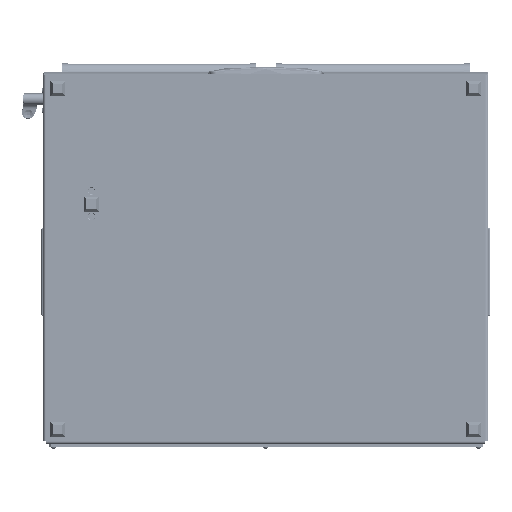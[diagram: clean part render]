
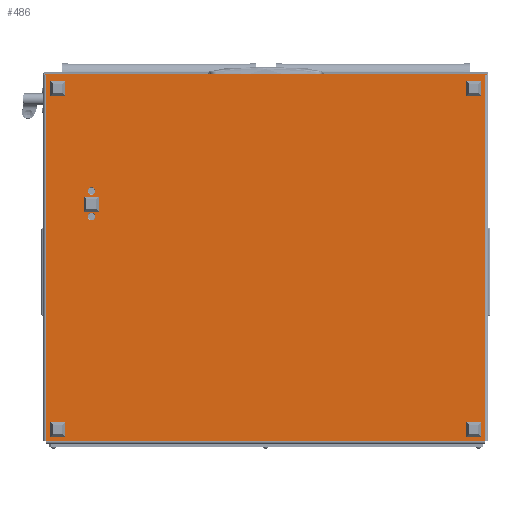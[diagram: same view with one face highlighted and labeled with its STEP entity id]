
A CAD part, front view. The second image highlights one B-rep face of the part: STEP entity #486.
In plain terms, the highlighted face is planar.
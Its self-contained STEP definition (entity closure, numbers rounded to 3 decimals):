
#486 = ADVANCED_FACE ( 'NONE', ( #92278, #7918, #81533 ), #84458, .T. ) ;
#2429 = LINE ( 'NONE', #13448, #80532 ) ;
#3908 = CARTESIAN_POINT ( 'NONE',  ( 0., -4., 0. ) ) ;
#6127 = EDGE_CURVE ( 'NONE', #28947, #93209, #71169, .T. ) ;
#6469 = DIRECTION ( 'NONE',  ( -1., 0., 0. ) ) ;
#7918 = FACE_BOUND ( 'NONE', #93335, .T. ) ;
#9411 = ORIENTED_EDGE ( 'NONE', *, *, #33033, .T. ) ;
#10750 = ORIENTED_EDGE ( 'NONE', *, *, #50953, .T. ) ;
#11218 = VERTEX_POINT ( 'NONE', #52495 ) ;
#13285 = CIRCLE ( 'NONE', #82362, 5.2 ) ;
#13448 = CARTESIAN_POINT ( 'NONE',  ( 0., -4., 0. ) ) ;
#14185 = DIRECTION ( 'NONE',  ( 0., 0., -1. ) ) ;
#17156 = EDGE_CURVE ( 'NONE', #28947, #11218, #33715, .T. ) ;
#18146 = ORIENTED_EDGE ( 'NONE', *, *, #84703, .F. ) ;
#18368 = CARTESIAN_POINT ( 'NONE',  ( 0., 608., 0. ) ) ;
#20523 = LINE ( 'NONE', #119652, #109594 ) ;
#21141 = ORIENTED_EDGE ( 'NONE', *, *, #30895, .F. ) ;
#21709 = DIRECTION ( 'NONE',  ( -1., 0., 0. ) ) ;
#22488 = DIRECTION ( 'NONE',  ( 0., 1., 0. ) ) ;
#23390 = VERTEX_POINT ( 'NONE', #117776 ) ;
#24090 = EDGE_CURVE ( 'NONE', #23390, #71306, #13285, .T. ) ;
#24844 = DIRECTION ( 'NONE',  ( -1., 0., 0. ) ) ;
#25537 = ORIENTED_EDGE ( 'NONE', *, *, #104965, .F. ) ;
#28947 = VERTEX_POINT ( 'NONE', #100463 ) ;
#30895 = EDGE_CURVE ( 'NONE', #38441, #45691, #115609, .T. ) ;
#31526 = DIRECTION ( 'NONE',  ( -1., 0., 0. ) ) ;
#33033 = EDGE_CURVE ( 'NONE', #55126, #89928, #124198, .T. ) ;
#33568 = ORIENTED_EDGE ( 'NONE', *, *, #17156, .F. ) ;
#33715 = LINE ( 'NONE', #3908, #115209 ) ;
#36176 = CARTESIAN_POINT ( 'NONE',  ( -2., 610., 0. ) ) ;
#38176 = CARTESIAN_POINT ( 'NONE',  ( 160., 545., 0. ) ) ;
#38233 = CIRCLE ( 'NONE', #104882, 5.2 ) ;
#38262 = ORIENTED_EDGE ( 'NONE', *, *, #45157, .T. ) ;
#38441 = VERTEX_POINT ( 'NONE', #46238 ) ;
#39164 = CIRCLE ( 'NONE', #100597, 5.2 ) ;
#41180 = EDGE_CURVE ( 'NONE', #45691, #38441, #38233, .T. ) ;
#41204 = VECTOR ( 'NONE', #88061, 1000. ) ;
#41409 = ORIENTED_EDGE ( 'NONE', *, *, #45352, .F. ) ;
#42001 = CARTESIAN_POINT ( 'NONE',  ( 0., 610., 0. ) ) ;
#42827 = DIRECTION ( 'NONE',  ( 0., 0., -1. ) ) ;
#43550 = DIRECTION ( 'NONE',  ( 0., 0., -1. ) ) ;
#44176 = ORIENTED_EDGE ( 'NONE', *, *, #24090, .F. ) ;
#44961 = DIRECTION ( 'NONE',  ( -1., 0., 0. ) ) ;
#45157 = EDGE_CURVE ( 'NONE', #80113, #108709, #62852, .T. ) ;
#45352 = EDGE_CURVE ( 'NONE', #55126, #46508, #20523, .T. ) ;
#45691 = VERTEX_POINT ( 'NONE', #48285 ) ;
#45825 = VECTOR ( 'NONE', #98083, 1000. ) ;
#46238 = CARTESIAN_POINT ( 'NONE',  ( 165.2, 545., 0. ) ) ;
#46508 = VERTEX_POINT ( 'NONE', #18368 ) ;
#48285 = CARTESIAN_POINT ( 'NONE',  ( 154.8, 545., 0. ) ) ;
#49618 = AXIS2_PLACEMENT_3D ( 'NONE', #73089, #43550, #85969 ) ;
#50953 = EDGE_CURVE ( 'NONE', #93209, #80113, #111273, .T. ) ;
#52495 = CARTESIAN_POINT ( 'NONE',  ( 0., 0., 0. ) ) ;
#55126 = VERTEX_POINT ( 'NONE', #113276 ) ;
#61278 = EDGE_LOOP ( 'NONE', ( #33568, #87264, #10750, #38262, #25537, #41409, #9411, #83491 ) ) ;
#62852 = LINE ( 'NONE', #98589, #122705 ) ;
#66745 = AXIS2_PLACEMENT_3D ( 'NONE', #78434, #42827, #44961 ) ;
#71169 = LINE ( 'NONE', #98990, #106606 ) ;
#71306 = VERTEX_POINT ( 'NONE', #90441 ) ;
#71732 = DIRECTION ( 'NONE',  ( 0., 1., 0. ) ) ;
#72896 = CARTESIAN_POINT ( 'NONE',  ( 195., 545., 0. ) ) ;
#73089 = CARTESIAN_POINT ( 'NONE',  ( 160., 545., 0. ) ) ;
#73538 = CARTESIAN_POINT ( 'NONE',  ( -2., -4., 0. ) ) ;
#78199 = CARTESIAN_POINT ( 'NONE',  ( 0., 0., 0. ) ) ;
#78434 = CARTESIAN_POINT ( 'NONE',  ( 0., 608., 0. ) ) ;
#78990 = CARTESIAN_POINT ( 'NONE',  ( 506., 0., 0. ) ) ;
#80113 = VERTEX_POINT ( 'NONE', #36176 ) ;
#80532 = VECTOR ( 'NONE', #71732, 1000. ) ;
#80641 = ORIENTED_EDGE ( 'NONE', *, *, #41180, .F. ) ;
#81533 = FACE_OUTER_BOUND ( 'NONE', #61278, .T. ) ;
#82362 = AXIS2_PLACEMENT_3D ( 'NONE', #72896, #14185, #24844 ) ;
#83491 = ORIENTED_EDGE ( 'NONE', *, *, #103073, .F. ) ;
#83980 = DIRECTION ( 'NONE',  ( 0., 0., -1. ) ) ;
#84458 = PLANE ( 'NONE',  #66745 ) ;
#84703 = EDGE_CURVE ( 'NONE', #71306, #23390, #39164, .T. ) ;
#85969 = DIRECTION ( 'NONE',  ( -1., 0., 0. ) ) ;
#87264 = ORIENTED_EDGE ( 'NONE', *, *, #6127, .T. ) ;
#88061 = DIRECTION ( 'NONE',  ( 1., 0., 0. ) ) ;
#88666 = DIRECTION ( 'NONE',  ( 1., 0., 0. ) ) ;
#89928 = VERTEX_POINT ( 'NONE', #78990 ) ;
#90441 = CARTESIAN_POINT ( 'NONE',  ( 189.8, 545., 0. ) ) ;
#92278 = FACE_BOUND ( 'NONE', #118113, .T. ) ;
#93209 = VERTEX_POINT ( 'NONE', #125761 ) ;
#93335 = EDGE_LOOP ( 'NONE', ( #18146, #44176 ) ) ;
#93879 = CARTESIAN_POINT ( 'NONE',  ( 195., 545., 0. ) ) ;
#98083 = DIRECTION ( 'NONE',  ( 0., -1., 0. ) ) ;
#98589 = CARTESIAN_POINT ( 'NONE',  ( 0., 610., 0. ) ) ;
#98990 = CARTESIAN_POINT ( 'NONE',  ( 0., -2., 0. ) ) ;
#100463 = CARTESIAN_POINT ( 'NONE',  ( 0., -2., 0. ) ) ;
#100597 = AXIS2_PLACEMENT_3D ( 'NONE', #93879, #83980, #6469 ) ;
#102052 = VECTOR ( 'NONE', #22488, 1000. ) ;
#103073 = EDGE_CURVE ( 'NONE', #11218, #89928, #105751, .T. ) ;
#104882 = AXIS2_PLACEMENT_3D ( 'NONE', #38176, #115089, #106893 ) ;
#104965 = EDGE_CURVE ( 'NONE', #46508, #108709, #2429, .T. ) ;
#105751 = LINE ( 'NONE', #78199, #41204 ) ;
#106606 = VECTOR ( 'NONE', #21709, 1000. ) ;
#106893 = DIRECTION ( 'NONE',  ( -1., 0., 0. ) ) ;
#107580 = CARTESIAN_POINT ( 'NONE',  ( 506., 608., 0. ) ) ;
#108709 = VERTEX_POINT ( 'NONE', #42001 ) ;
#109594 = VECTOR ( 'NONE', #31526, 1000. ) ;
#110259 = DIRECTION ( 'NONE',  ( 0., 1., 0. ) ) ;
#111273 = LINE ( 'NONE', #73538, #102052 ) ;
#113276 = CARTESIAN_POINT ( 'NONE',  ( 506., 608., 0. ) ) ;
#115089 = DIRECTION ( 'NONE',  ( 0., 0., -1. ) ) ;
#115209 = VECTOR ( 'NONE', #110259, 1000. ) ;
#115609 = CIRCLE ( 'NONE', #49618, 5.2 ) ;
#117776 = CARTESIAN_POINT ( 'NONE',  ( 200.2, 545., 0. ) ) ;
#118113 = EDGE_LOOP ( 'NONE', ( #80641, #21141 ) ) ;
#119652 = CARTESIAN_POINT ( 'NONE',  ( 0., 608., 0. ) ) ;
#122705 = VECTOR ( 'NONE', #88666, 1000. ) ;
#124198 = LINE ( 'NONE', #107580, #45825 ) ;
#125761 = CARTESIAN_POINT ( 'NONE',  ( -2., -2., 0. ) ) ;
